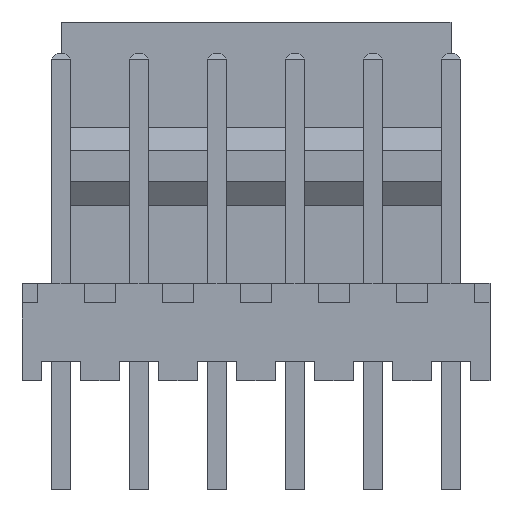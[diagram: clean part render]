
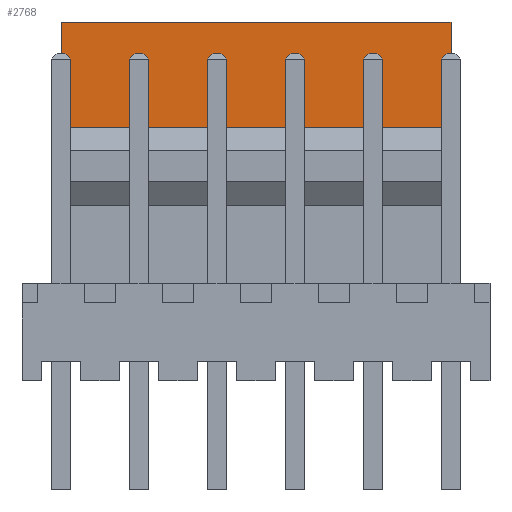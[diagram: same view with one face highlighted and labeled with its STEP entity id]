
A CAD part, front view. The second image highlights one B-rep face of the part: STEP entity #2768.
In plain terms, the highlighted planar face has unit normal (0, -1, 0).
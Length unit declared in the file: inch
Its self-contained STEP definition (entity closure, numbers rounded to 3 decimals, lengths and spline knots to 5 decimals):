
#178=FACE_OUTER_BOUND('',#332,.T.);
#332=EDGE_LOOP('',(#2265,#2266,#2267,#2268));
#664=LINE('',#4194,#1042);
#668=LINE('',#4201,#1046);
#672=LINE('',#4209,#1050);
#682=LINE('',#4235,#1060);
#1042=VECTOR('',#3398,39.37008);
#1046=VECTOR('',#3404,39.37008);
#1050=VECTOR('',#3410,39.37008);
#1060=VECTOR('',#3452,39.37008);
#1344=VERTEX_POINT('',#4191);
#1345=VERTEX_POINT('',#4193);
#1347=VERTEX_POINT('',#4199);
#1350=VERTEX_POINT('',#4207);
#1664=EDGE_CURVE('',#1344,#1345,#664,.T.);
#1668=EDGE_CURVE('',#1347,#1344,#668,.T.);
#1672=EDGE_CURVE('',#1347,#1350,#672,.T.);
#1682=EDGE_CURVE('',#1350,#1345,#682,.T.);
#2265=ORIENTED_EDGE('',*,*,#1664,.F.);
#2266=ORIENTED_EDGE('',*,*,#1668,.F.);
#2267=ORIENTED_EDGE('',*,*,#1672,.T.);
#2268=ORIENTED_EDGE('',*,*,#1682,.T.);
#2620=PLANE('',#2930);
#2768=ADVANCED_FACE('',(#178),#2620,.T.);
#2930=AXIS2_PLACEMENT_3D('',#4234,#3450,#3451);
#3398=DIRECTION('',(0.,0.,-1.));
#3404=DIRECTION('',(1.,0.,0.));
#3410=DIRECTION('',(0.,0.,-1.));
#3450=DIRECTION('center_axis',(0.,-1.,0.));
#3451=DIRECTION('ref_axis',(0.,0.,-1.));
#3452=DIRECTION('',(1.,0.,0.));
#4191=CARTESIAN_POINT('',(0.25,0.0735,0.46));
#4193=CARTESIAN_POINT('',(0.25,0.0735,0.325));
#4194=CARTESIAN_POINT('',(0.25,0.0735,0.2925));
#4199=CARTESIAN_POINT('',(-0.25,0.0735,0.46));
#4201=CARTESIAN_POINT('',(0.,0.0735,0.46));
#4207=CARTESIAN_POINT('',(-0.25,0.0735,0.325));
#4209=CARTESIAN_POINT('',(-0.25,0.0735,0.2925));
#4234=CARTESIAN_POINT('Origin',(-0.26,0.0735,0.4627));
#4235=CARTESIAN_POINT('',(0.,0.0735,0.325));
